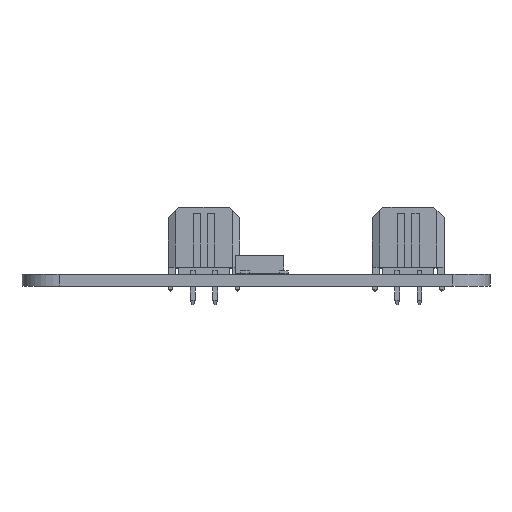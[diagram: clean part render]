
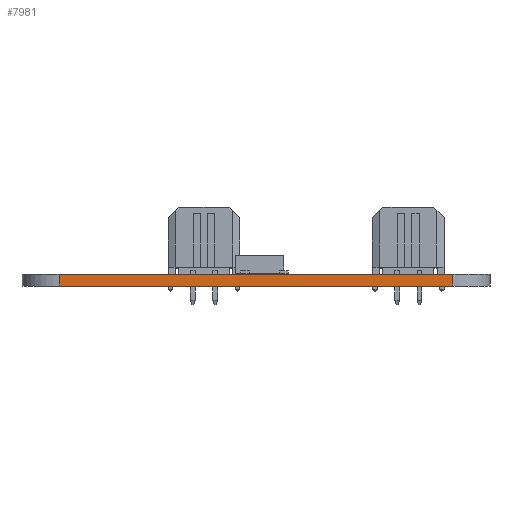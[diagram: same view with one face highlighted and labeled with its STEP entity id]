
A CAD part, left-side view. The second image highlights one B-rep face of the part: STEP entity #7981.
In plain terms, the highlighted planar face has unit normal (-1, 0, 0).
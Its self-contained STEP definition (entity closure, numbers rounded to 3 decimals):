
#7257 = VERTEX_POINT('',#7258);
#7258 = CARTESIAN_POINT('',(-28.5,-26.5,0.));
#7265 = EDGE_CURVE('',#7257,#7266,#7268,.T.);
#7266 = VERTEX_POINT('',#7267);
#7267 = CARTESIAN_POINT('',(-28.5,26.5,0.));
#7268 = LINE('',#7269,#7270);
#7269 = CARTESIAN_POINT('',(-28.5,-26.5,0.));
#7270 = VECTOR('',#7271,1.);
#7271 = DIRECTION('',(0.,1.,0.));
#7673 = VERTEX_POINT('',#7674);
#7674 = CARTESIAN_POINT('',(-28.5,-26.5,1.6));
#7681 = EDGE_CURVE('',#7673,#7682,#7684,.T.);
#7682 = VERTEX_POINT('',#7683);
#7683 = CARTESIAN_POINT('',(-28.5,26.5,1.6));
#7684 = LINE('',#7685,#7686);
#7685 = CARTESIAN_POINT('',(-28.5,-26.5,1.6));
#7686 = VECTOR('',#7687,1.);
#7687 = DIRECTION('',(0.,1.,0.));
#7951 = EDGE_CURVE('',#7266,#7682,#7952,.T.);
#7952 = LINE('',#7953,#7954);
#7953 = CARTESIAN_POINT('',(-28.5,26.5,0.));
#7954 = VECTOR('',#7955,1.);
#7955 = DIRECTION('',(0.,0.,1.));
#7981 = ADVANCED_FACE('',(#7982),#7993,.T.);
#7982 = FACE_BOUND('',#7983,.T.);
#7983 = EDGE_LOOP('',(#7984,#7990,#7991,#7992));
#7984 = ORIENTED_EDGE('',*,*,#7985,.T.);
#7985 = EDGE_CURVE('',#7257,#7673,#7986,.T.);
#7986 = LINE('',#7987,#7988);
#7987 = CARTESIAN_POINT('',(-28.5,-26.5,0.));
#7988 = VECTOR('',#7989,1.);
#7989 = DIRECTION('',(0.,0.,1.));
#7990 = ORIENTED_EDGE('',*,*,#7681,.T.);
#7991 = ORIENTED_EDGE('',*,*,#7951,.F.);
#7992 = ORIENTED_EDGE('',*,*,#7265,.F.);
#7993 = PLANE('',#7994);
#7994 = AXIS2_PLACEMENT_3D('',#7995,#7996,#7997);
#7995 = CARTESIAN_POINT('',(-28.5,-26.5,0.));
#7996 = DIRECTION('',(-1.,0.,0.));
#7997 = DIRECTION('',(0.,1.,0.));
